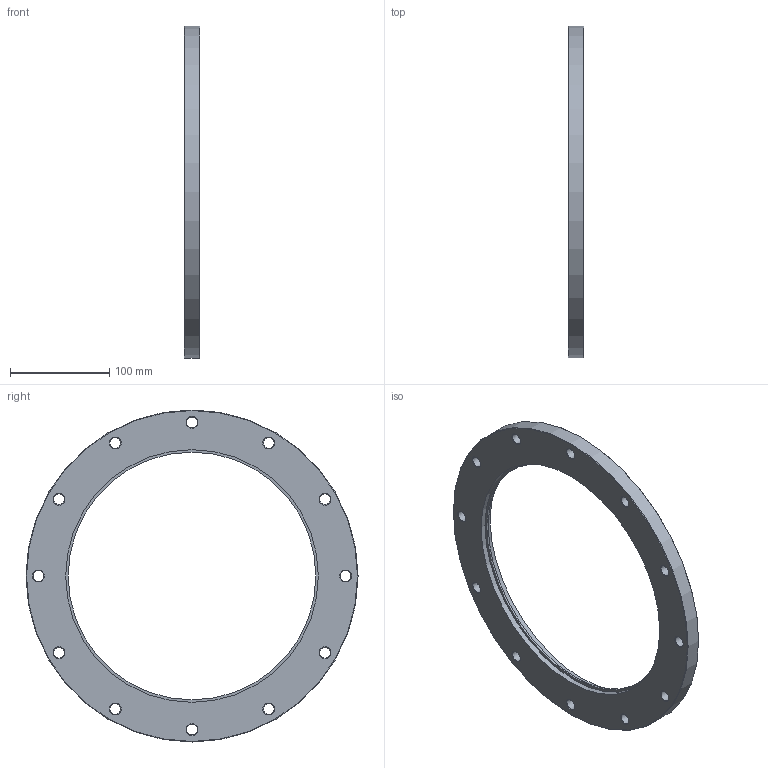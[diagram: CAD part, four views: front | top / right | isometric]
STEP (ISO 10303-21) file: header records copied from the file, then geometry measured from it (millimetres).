
FILE_DESCRIPTION(/* description */ (''),/* implementation_level */ '2;1');
FILE_NAME(/* name */ 'FL-250LFB-W.stp',/* time_stamp */ '2018-07-12T12:23:48+01:00',/* author */ ('paul'),/* organization */ (''),/* preprocessor_version */ 'ST-DEVELOPER v17',/* originating_system */ 'Autodesk Inventor 2019',/* authorisation */ '');
FILE_SCHEMA (('AUTOMOTIVE_DESIGN { 1 0 10303 214 3 1 1 }'));
Length unit declared in the file: millimetre
Products named in the file (1): FL-250LFB-W
Bounding box: 16 x 335 x 335 mm (x, y, z)
Volume: 558057.5 mm3; surface area: 111393.4 mm2
Topology: 1 solids, 1 shells, 46 faces, 120 edges, 78 vertices
Faces by surface type: cone 26, cylinder 16, plane 4
Full cylindrical faces by diameter (mm): 11 x12, 250 x1, 255 x1, 261 x1, 335 x1
Entity records: 1545 total; most frequent: DIRECTION 292, CARTESIAN_POINT 245, ORIENTED_EDGE 240, AXIS2_PLACEMENT_3D 125, EDGE_CURVE 120, CIRCLE 78, VERTEX_POINT 78, EDGE_LOOP 74
